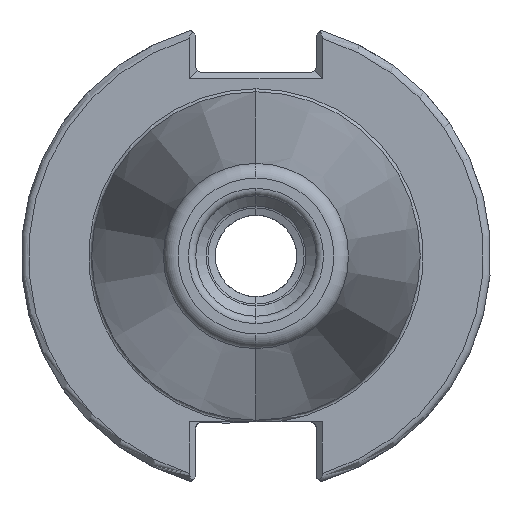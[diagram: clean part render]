
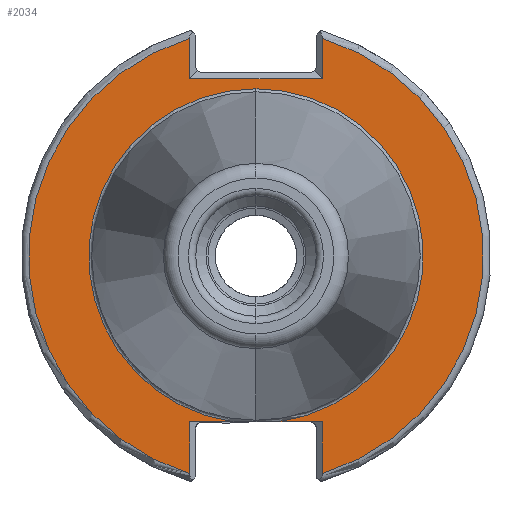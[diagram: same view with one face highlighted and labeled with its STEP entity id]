
A CAD part, left-side view. The second image highlights one B-rep face of the part: STEP entity #2034.
In plain terms, the highlighted planar face has unit normal (-1, 0, 0).
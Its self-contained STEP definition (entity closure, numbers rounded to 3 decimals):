
#56 = AXIS2_PLACEMENT_3D ( 'NONE', #3781, #3788, #3792 ) ;
#160 = ORIENTED_EDGE ( 'NONE', *, *, #4713, .T. ) ;
#245 = VERTEX_POINT ( 'NONE', #702 ) ;
#381 = VECTOR ( 'NONE', #1203, 1000. ) ;
#459 = CARTESIAN_POINT ( 'NONE',  ( -76.82, -8.19, -22.41 ) ) ;
#619 = LINE ( 'NONE', #1329, #381 ) ;
#702 = CARTESIAN_POINT ( 'NONE',  ( -76.82, 8.99, 24. ) ) ;
#715 = LINE ( 'NONE', #5170, #1694 ) ;
#740 = CARTESIAN_POINT ( 'NONE',  ( -76.82, 8.99, -22.41 ) ) ;
#810 = DIRECTION ( 'NONE',  ( 0., -1., 0. ) ) ;
#841 = FACE_OUTER_BOUND ( 'NONE', #4913, .T. ) ;
#903 = AXIS2_PLACEMENT_3D ( 'NONE', #1427, #1444, #1460 ) ;
#1012 = DIRECTION ( 'NONE',  ( 0., -1., 0. ) ) ;
#1034 = CARTESIAN_POINT ( 'NONE',  ( -76.82, -8.19, -22.41 ) ) ;
#1187 = ORIENTED_EDGE ( 'NONE', *, *, #4563, .T. ) ;
#1203 = DIRECTION ( 'NONE',  ( 0., 0., -1. ) ) ;
#1329 = CARTESIAN_POINT ( 'NONE',  ( -76.82, -8.99, 0. ) ) ;
#1406 = CARTESIAN_POINT ( 'NONE',  ( -76.82, 3.112, -22.41 ) ) ;
#1427 = CARTESIAN_POINT ( 'NONE',  ( -76.82, 0., 0. ) ) ;
#1444 = DIRECTION ( 'NONE',  ( -1., 0., 0. ) ) ;
#1460 = DIRECTION ( 'NONE',  ( 0., 0., 1. ) ) ;
#1694 = VECTOR ( 'NONE', #5197, 1000. ) ;
#1721 = ORIENTED_EDGE ( 'NONE', *, *, #3167, .F. ) ;
#1734 = VECTOR ( 'NONE', #810, 1000. ) ;
#1757 = VERTEX_POINT ( 'NONE', #740 ) ;
#1778 = CARTESIAN_POINT ( 'NONE',  ( -76.82, -8.99, 24. ) ) ;
#1789 = CARTESIAN_POINT ( 'NONE',  ( -76.82, 8.99, 29.433 ) ) ;
#1812 = DIRECTION ( 'NONE',  ( 0., 0., -1. ) ) ;
#1856 = CARTESIAN_POINT ( 'NONE',  ( -76.82, 0., 0. ) ) ;
#2034 = ADVANCED_FACE ( 'NONE', ( #841 ), #2224, .F. ) ;
#2066 = DIRECTION ( 'NONE',  ( 1., 0., 0. ) ) ;
#2111 = EDGE_CURVE ( 'NONE', #245, #5341, #715, .T. ) ;
#2121 = AXIS2_PLACEMENT_3D ( 'NONE', #1856, #2066, #1812 ) ;
#2224 = PLANE ( 'NONE',  #2121 ) ;
#2293 = ORIENTED_EDGE ( 'NONE', *, *, #4857, .T. ) ;
#2302 = VERTEX_POINT ( 'NONE', #2936 ) ;
#2527 = ORIENTED_EDGE ( 'NONE', *, *, #4988, .T. ) ;
#2546 = VECTOR ( 'NONE', #1012, 1000. ) ;
#2566 = LINE ( 'NONE', #2704, #4887 ) ;
#2585 = CARTESIAN_POINT ( 'NONE',  ( -76.82, 0., 0. ) ) ;
#2592 = VERTEX_POINT ( 'NONE', #1778 ) ;
#2623 = DIRECTION ( 'NONE',  ( -1., 0., 0. ) ) ;
#2643 = DIRECTION ( 'NONE',  ( 0., 0., -1. ) ) ;
#2686 = ORIENTED_EDGE ( 'NONE', *, *, #4496, .T. ) ;
#2693 = CARTESIAN_POINT ( 'NONE',  ( -76.82, 0., 24. ) ) ;
#2704 = CARTESIAN_POINT ( 'NONE',  ( -76.82, 8.99, 0. ) ) ;
#2711 = DIRECTION ( 'NONE',  ( 0., 1., 0. ) ) ;
#2712 = CIRCLE ( 'NONE', #903, 22.625 ) ;
#2783 = AXIS2_PLACEMENT_3D ( 'NONE', #4475, #4481, #4484 ) ;
#2806 = AXIS2_PLACEMENT_3D ( 'NONE', #2585, #2623, #2643 ) ;
#2807 = EDGE_CURVE ( 'NONE', #5341, #4174, #3177, .T. ) ;
#2814 = LINE ( 'NONE', #459, #1734 ) ;
#2852 = VERTEX_POINT ( 'NONE', #3575 ) ;
#2936 = CARTESIAN_POINT ( 'NONE',  ( -76.82, -8.99, 29.433 ) ) ;
#3088 = DIRECTION ( 'NONE',  ( 0., 0., 1. ) ) ;
#3166 = CIRCLE ( 'NONE', #2783, 22.625 ) ;
#3167 = EDGE_CURVE ( 'NONE', #4061, #4402, #2712, .T. ) ;
#3177 = CIRCLE ( 'NONE', #2806, 30.775 ) ;
#3183 = VERTEX_POINT ( 'NONE', #1406 ) ;
#3225 = EDGE_CURVE ( 'NONE', #4174, #1757, #2566, .T. ) ;
#3324 = LINE ( 'NONE', #4029, #4354 ) ;
#3575 = CARTESIAN_POINT ( 'NONE',  ( -76.82, -8.99, -29.433 ) ) ;
#3615 = VERTEX_POINT ( 'NONE', #4765 ) ;
#3781 = CARTESIAN_POINT ( 'NONE',  ( -76.82, 0., 0. ) ) ;
#3788 = DIRECTION ( 'NONE',  ( -1., 0., 0. ) ) ;
#3792 = DIRECTION ( 'NONE',  ( 0., 0., -1. ) ) ;
#3884 = CIRCLE ( 'NONE', #56, 30.775 ) ;
#4028 = ORIENTED_EDGE ( 'NONE', *, *, #2111, .T. ) ;
#4029 = CARTESIAN_POINT ( 'NONE',  ( -76.82, -8.99, 24.8 ) ) ;
#4061 = VERTEX_POINT ( 'NONE', #4447 ) ;
#4063 = EDGE_CURVE ( 'NONE', #4402, #3183, #3166, .T. ) ;
#4066 = DIRECTION ( 'NONE',  ( 0., 0., -1. ) ) ;
#4174 = VERTEX_POINT ( 'NONE', #4759 ) ;
#4354 = VECTOR ( 'NONE', #4066, 1000. ) ;
#4402 = VERTEX_POINT ( 'NONE', #5333 ) ;
#4447 = CARTESIAN_POINT ( 'NONE',  ( -76.82, -3.112, -22.41 ) ) ;
#4449 = ORIENTED_EDGE ( 'NONE', *, *, #4531, .T. ) ;
#4475 = CARTESIAN_POINT ( 'NONE',  ( -76.82, 0., 0. ) ) ;
#4481 = DIRECTION ( 'NONE',  ( -1., 0., 0. ) ) ;
#4484 = DIRECTION ( 'NONE',  ( 0., 0., 1. ) ) ;
#4496 = EDGE_CURVE ( 'NONE', #1757, #3183, #2814, .T. ) ;
#4531 = EDGE_CURVE ( 'NONE', #4061, #3615, #4870, .T. ) ;
#4543 = ORIENTED_EDGE ( 'NONE', *, *, #3225, .T. ) ;
#4563 = EDGE_CURVE ( 'NONE', #3615, #2852, #619, .T. ) ;
#4713 = EDGE_CURVE ( 'NONE', #2852, #2302, #3884, .T. ) ;
#4759 = CARTESIAN_POINT ( 'NONE',  ( -76.82, 8.99, -29.433 ) ) ;
#4765 = CARTESIAN_POINT ( 'NONE',  ( -76.82, -8.99, -22.41 ) ) ;
#4774 = ORIENTED_EDGE ( 'NONE', *, *, #4063, .F. ) ;
#4851 = ORIENTED_EDGE ( 'NONE', *, *, #2807, .T. ) ;
#4857 = EDGE_CURVE ( 'NONE', #2302, #2592, #3324, .T. ) ;
#4870 = LINE ( 'NONE', #1034, #2546 ) ;
#4887 = VECTOR ( 'NONE', #3088, 1000. ) ;
#4913 = EDGE_LOOP ( 'NONE', ( #4028, #4851, #4543, #2686, #4774, #1721, #4449, #1187, #160, #2293, #2527 ) ) ;
#4986 = VECTOR ( 'NONE', #2711, 1000. ) ;
#4988 = EDGE_CURVE ( 'NONE', #2592, #245, #5125, .T. ) ;
#5125 = LINE ( 'NONE', #2693, #4986 ) ;
#5170 = CARTESIAN_POINT ( 'NONE',  ( -76.82, 8.99, 30.701 ) ) ;
#5197 = DIRECTION ( 'NONE',  ( 0., 0., 1. ) ) ;
#5333 = CARTESIAN_POINT ( 'NONE',  ( -76.82, 0., 22.625 ) ) ;
#5341 = VERTEX_POINT ( 'NONE', #1789 ) ;
